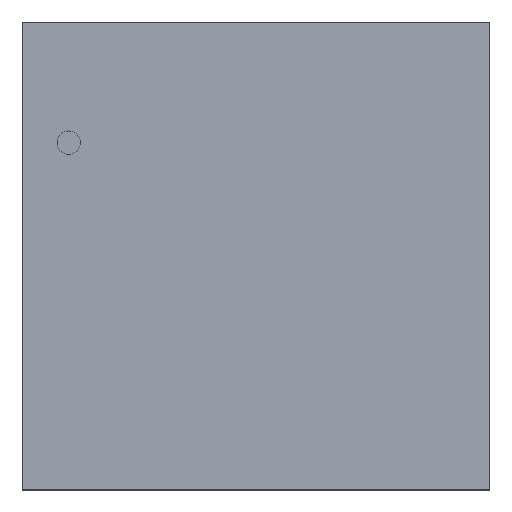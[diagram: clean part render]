
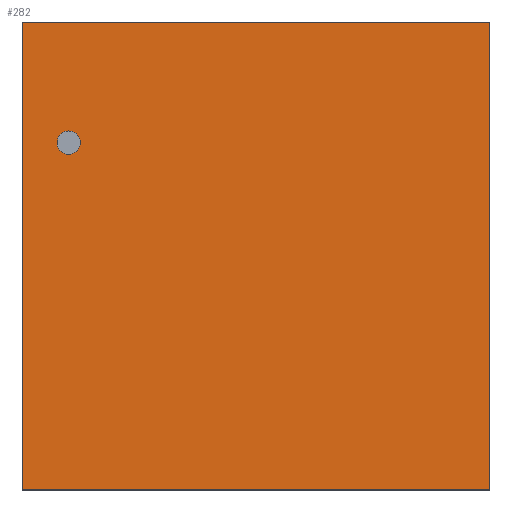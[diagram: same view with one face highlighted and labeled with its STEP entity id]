
A CAD part, top view. The second image highlights one B-rep face of the part: STEP entity #282.
In plain terms, the highlighted planar face has unit normal (0, 0, 1).
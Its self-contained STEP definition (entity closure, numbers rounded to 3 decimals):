
#161 = VERTEX_POINT('',#162);
#162 = CARTESIAN_POINT('',(1.549,-1.549,0.813));
#168 = EDGE_CURVE('',#169,#161,#171,.T.);
#169 = VERTEX_POINT('',#170);
#170 = CARTESIAN_POINT('',(-1.549,-1.549,0.813));
#171 = LINE('',#172,#173);
#172 = CARTESIAN_POINT('',(-1.549,-1.549,0.813));
#173 = VECTOR('',#174,1.);
#174 = DIRECTION('',(1.,0.,0.));
#199 = VERTEX_POINT('',#200);
#200 = CARTESIAN_POINT('',(1.549,1.549,0.813));
#206 = EDGE_CURVE('',#161,#199,#207,.T.);
#207 = LINE('',#208,#209);
#208 = CARTESIAN_POINT('',(1.549,-1.549,0.813));
#209 = VECTOR('',#210,1.);
#210 = DIRECTION('',(0.,1.,0.));
#230 = VERTEX_POINT('',#231);
#231 = CARTESIAN_POINT('',(-1.549,1.549,0.813));
#237 = EDGE_CURVE('',#199,#230,#238,.T.);
#238 = LINE('',#239,#240);
#239 = CARTESIAN_POINT('',(1.549,1.549,0.813));
#240 = VECTOR('',#241,1.);
#241 = DIRECTION('',(-1.,0.,0.));
#259 = EDGE_CURVE('',#230,#169,#260,.T.);
#260 = LINE('',#261,#262);
#261 = CARTESIAN_POINT('',(-1.549,1.549,0.813));
#262 = VECTOR('',#263,1.);
#263 = DIRECTION('',(0.,-1.,0.));
#282 = ADVANCED_FACE('',(#283),#289,.T.);
#283 = FACE_BOUND('',#284,.T.);
#284 = EDGE_LOOP('',(#285,#286,#287,#288));
#285 = ORIENTED_EDGE('',*,*,#168,.T.);
#286 = ORIENTED_EDGE('',*,*,#206,.T.);
#287 = ORIENTED_EDGE('',*,*,#237,.T.);
#288 = ORIENTED_EDGE('',*,*,#259,.T.);
#289 = PLANE('',#290);
#290 = AXIS2_PLACEMENT_3D('',#291,#292,#293);
#291 = CARTESIAN_POINT('',(-1.549,-1.549,0.813));
#292 = DIRECTION('',(0.,0.,1.));
#293 = DIRECTION('',(0.,1.,0.));
